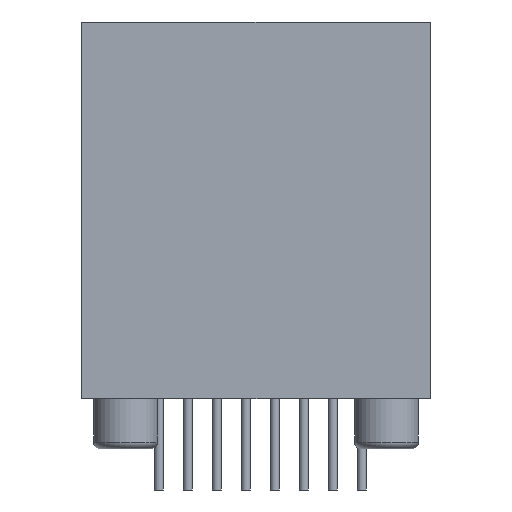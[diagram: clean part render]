
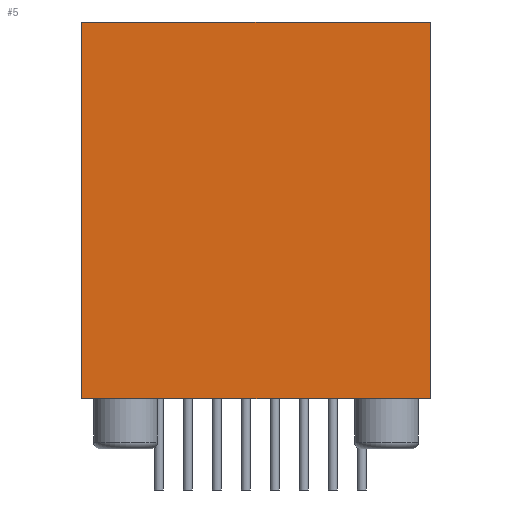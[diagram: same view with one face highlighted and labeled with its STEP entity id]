
A CAD part, front view. The second image highlights one B-rep face of the part: STEP entity #5.
In plain terms, the highlighted planar face has unit normal (0, -1, 0).
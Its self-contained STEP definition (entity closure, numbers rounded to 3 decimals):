
#5 = ADVANCED_FACE ( 'NONE', ( #1270 ), #1318, .F. ) ;
#25 = EDGE_CURVE ( 'NONE', #1443, #1738, #1340, .T. ) ;
#32 = ORIENTED_EDGE ( 'NONE', *, *, #1737, .F. ) ;
#34 = ORIENTED_EDGE ( 'NONE', *, *, #1224, .F. ) ;
#35 = EDGE_LOOP ( 'NONE', ( #34, #32, #3213, #3214, #3215, #3234, #3235, #3248 ) ) ;
#1224 = EDGE_CURVE ( 'NONE', #1739, #1225, #4599, .T. ) ;
#1225 = VERTEX_POINT ( 'NONE', #4595 ) ;
#1238 = VERTEX_POINT ( 'NONE', #4671 ) ;
#1245 = VERTEX_POINT ( 'NONE', #4660 ) ;
#1247 = EDGE_CURVE ( 'NONE', #1245, #1238, #4659, .T. ) ;
#1270 = FACE_OUTER_BOUND ( 'NONE', #35, .T. ) ;
#1312 = DIRECTION ( 'NONE',  ( 0., 0., 1. ) ) ;
#1313 = DIRECTION ( 'NONE',  ( 0., 1., 0. ) ) ;
#1314 = CARTESIAN_POINT ( 'NONE',  ( -7.63, 0., 8.75 ) ) ;
#1315 = AXIS2_PLACEMENT_3D ( 'NONE', #1314, #1313, #1312 ) ;
#1318 = PLANE ( 'NONE',  #1315 ) ;
#1337 = DIRECTION ( 'NONE',  ( 0., 0., -1. ) ) ;
#1338 = VECTOR ( 'NONE', #1337, 1000. ) ;
#1339 = CARTESIAN_POINT ( 'NONE',  ( 7.63, 0., -7.75 ) ) ;
#1340 = LINE ( 'NONE', #1339, #1338 ) ;
#1442 = EDGE_CURVE ( 'NONE', #1443, #1470, #4790, .T. ) ;
#1443 = VERTEX_POINT ( 'NONE', #4782 ) ;
#1470 = VERTEX_POINT ( 'NONE', #4838 ) ;
#1737 = EDGE_CURVE ( 'NONE', #1738, #1739, #5563, .T. ) ;
#1738 = VERTEX_POINT ( 'NONE', #5559 ) ;
#1739 = VERTEX_POINT ( 'NONE', #5558 ) ;
#3213 = ORIENTED_EDGE ( 'NONE', *, *, #25, .F. ) ;
#3214 = ORIENTED_EDGE ( 'NONE', *, *, #1442, .T. ) ;
#3215 = ORIENTED_EDGE ( 'NONE', *, *, #3216, .T. ) ;
#3216 = EDGE_CURVE ( 'NONE', #1470, #1238, #5776, .T. ) ;
#3230 = EDGE_CURVE ( 'NONE', #3247, #1225, #5807, .T. ) ;
#3234 = ORIENTED_EDGE ( 'NONE', *, *, #1247, .F. ) ;
#3235 = ORIENTED_EDGE ( 'NONE', *, *, #3243, .F. ) ;
#3243 = EDGE_CURVE ( 'NONE', #3247, #1245, #5868, .T. ) ;
#3247 = VERTEX_POINT ( 'NONE', #5912 ) ;
#3248 = ORIENTED_EDGE ( 'NONE', *, *, #3230, .T. ) ;
#4595 = CARTESIAN_POINT ( 'NONE',  ( -7.63, 0., 5.25 ) ) ;
#4596 = DIRECTION ( 'NONE',  ( 0., 0., 1. ) ) ;
#4597 = VECTOR ( 'NONE', #4596, 1000. ) ;
#4598 = CARTESIAN_POINT ( 'NONE',  ( -7.63, 0., -7.75 ) ) ;
#4599 = LINE ( 'NONE', #4598, #4597 ) ;
#4656 = DIRECTION ( 'NONE',  ( 1., 0., 0. ) ) ;
#4657 = VECTOR ( 'NONE', #4656, 1000. ) ;
#4658 = CARTESIAN_POINT ( 'NONE',  ( -7.63, 0., 8.75 ) ) ;
#4659 = LINE ( 'NONE', #4658, #4657 ) ;
#4660 = CARTESIAN_POINT ( 'NONE',  ( -7.64, 0., 8.75 ) ) ;
#4671 = CARTESIAN_POINT ( 'NONE',  ( 7.64, 0., 8.75 ) ) ;
#4782 = CARTESIAN_POINT ( 'NONE',  ( 7.63, 0., 5.25 ) ) ;
#4783 = DIRECTION ( 'NONE',  ( 1., 0., 0. ) ) ;
#4784 = VECTOR ( 'NONE', #4783, 1000. ) ;
#4785 = CARTESIAN_POINT ( 'NONE',  ( 7.63, 0., 5.25 ) ) ;
#4790 = LINE ( 'NONE', #4785, #4784 ) ;
#4838 = CARTESIAN_POINT ( 'NONE',  ( 7.64, 0., 5.25 ) ) ;
#5558 = CARTESIAN_POINT ( 'NONE',  ( -7.63, 0., -7.75 ) ) ;
#5559 = CARTESIAN_POINT ( 'NONE',  ( 7.63, 0., -7.75 ) ) ;
#5560 = DIRECTION ( 'NONE',  ( -1., 0., 0. ) ) ;
#5561 = VECTOR ( 'NONE', #5560, 1000. ) ;
#5562 = CARTESIAN_POINT ( 'NONE',  ( -7.63, 0., -7.75 ) ) ;
#5563 = LINE ( 'NONE', #5562, #5561 ) ;
#5776 = LINE ( 'NONE', #5832, #5831 ) ;
#5804 = DIRECTION ( 'NONE',  ( 1., 0., 0. ) ) ;
#5805 = VECTOR ( 'NONE', #5804, 1000. ) ;
#5806 = CARTESIAN_POINT ( 'NONE',  ( -7.64, 0., 5.25 ) ) ;
#5807 = LINE ( 'NONE', #5806, #5805 ) ;
#5830 = DIRECTION ( 'NONE',  ( 0., 0., 1. ) ) ;
#5831 = VECTOR ( 'NONE', #5830, 1000. ) ;
#5832 = CARTESIAN_POINT ( 'NONE',  ( 7.64, 0., 5.25 ) ) ;
#5862 = DIRECTION ( 'NONE',  ( 0., 0., 1. ) ) ;
#5863 = CARTESIAN_POINT ( 'NONE',  ( -7.64, 0., 5.25 ) ) ;
#5868 = LINE ( 'NONE', #5863, #5921 ) ;
#5912 = CARTESIAN_POINT ( 'NONE',  ( -7.64, 0., 5.25 ) ) ;
#5921 = VECTOR ( 'NONE', #5862, 1000. ) ;
